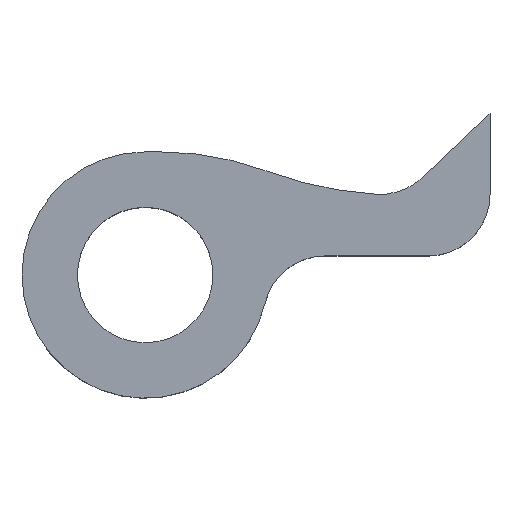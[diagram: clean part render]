
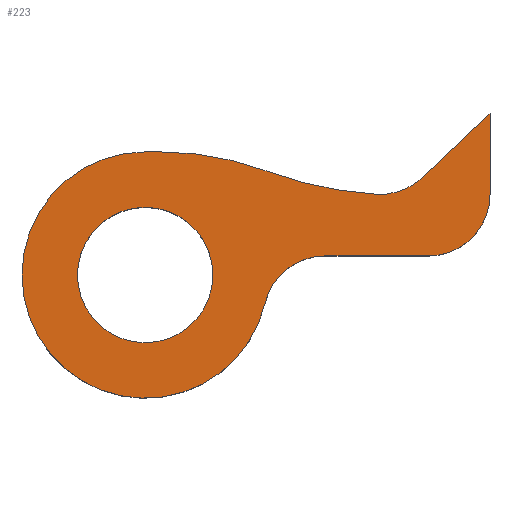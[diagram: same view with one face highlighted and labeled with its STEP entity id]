
A CAD part, top view. The second image highlights one B-rep face of the part: STEP entity #223.
In plain terms, the highlighted planar face has unit normal (0, 0, 1).
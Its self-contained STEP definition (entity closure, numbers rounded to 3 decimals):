
#1 = DIRECTION ( 'NONE',  ( 0., 0., 1. ) ) ;
#2 = EDGE_CURVE ( 'NONE', #130, #468, #167, .T. ) ;
#5 = DIRECTION ( 'NONE',  ( 0., 0., 1. ) ) ;
#12 = EDGE_CURVE ( 'NONE', #347, #486, #334, .T. ) ;
#18 = DIRECTION ( 'NONE',  ( 1., 0., 0. ) ) ;
#23 = DIRECTION ( 'NONE',  ( 0., 0., -1. ) ) ;
#24 = AXIS2_PLACEMENT_3D ( 'NONE', #33, #207, #569 ) ;
#26 = CIRCLE ( 'NONE', #270, 5. ) ;
#27 = EDGE_CURVE ( 'NONE', #543, #494, #459, .T. ) ;
#33 = CARTESIAN_POINT ( 'NONE',  ( 0., 0., 2. ) ) ;
#36 = DIRECTION ( 'NONE',  ( 1., 0., 0. ) ) ;
#37 = LINE ( 'NONE', #352, #409 ) ;
#40 = ORIENTED_EDGE ( 'NONE', *, *, #404, .T. ) ;
#42 = CARTESIAN_POINT ( 'NONE',  ( 5.6, 0.31, 2. ) ) ;
#47 = CARTESIAN_POINT ( 'NONE',  ( 5.6, 1.31, 2. ) ) ;
#52 = CARTESIAN_POINT ( 'NONE',  ( 5.6, 2.62, 2. ) ) ;
#55 = PLANE ( 'NONE',  #74 ) ;
#57 = LINE ( 'NONE', #52, #221 ) ;
#62 = CARTESIAN_POINT ( 'NONE',  ( 0., 0., 2. ) ) ;
#63 = CARTESIAN_POINT ( 'NONE',  ( 0., 2., 2. ) ) ;
#70 = ORIENTED_EDGE ( 'NONE', *, *, #144, .T. ) ;
#74 = AXIS2_PLACEMENT_3D ( 'NONE', #319, #5, #536 ) ;
#75 = VERTEX_POINT ( 'NONE', #527 ) ;
#76 = CARTESIAN_POINT ( 'NONE',  ( 5.6, 2., 2. ) ) ;
#80 = AXIS2_PLACEMENT_3D ( 'NONE', #472, #23, #157 ) ;
#81 = ORIENTED_EDGE ( 'NONE', *, *, #91, .F. ) ;
#82 = CARTESIAN_POINT ( 'NONE',  ( 4.6, 0.31, 2. ) ) ;
#85 = EDGE_LOOP ( 'NONE', ( #460, #120, #116, #354, #40, #81, #401, #148, #479, #70, #361, #249, #242 ) ) ;
#91 = EDGE_CURVE ( 'NONE', #75, #159, #484, .T. ) ;
#100 = DIRECTION ( 'NONE',  ( 0., 0., 1. ) ) ;
#104 = DIRECTION ( 'NONE',  ( 0., 0., 1. ) ) ;
#105 = LINE ( 'NONE', #63, #411 ) ;
#106 = CARTESIAN_POINT ( 'NONE',  ( 4.6, 1.31, 2. ) ) ;
#112 = CARTESIAN_POINT ( 'NONE',  ( 1.946, -0.46, 2. ) ) ;
#113 = AXIS2_PLACEMENT_3D ( 'NONE', #495, #357, #140 ) ;
#116 = ORIENTED_EDGE ( 'NONE', *, *, #2, .T. ) ;
#118 = CARTESIAN_POINT ( 'NONE',  ( -1.1, 0., 2. ) ) ;
#120 = ORIENTED_EDGE ( 'NONE', *, *, #328, .T. ) ;
#126 = VERTEX_POINT ( 'NONE', #301 ) ;
#130 = VERTEX_POINT ( 'NONE', #47 ) ;
#131 = AXIS2_PLACEMENT_3D ( 'NONE', #106, #280, #549 ) ;
#140 = DIRECTION ( 'NONE',  ( 1., 0., 0. ) ) ;
#143 = DIRECTION ( 'NONE',  ( 0., 0., 1. ) ) ;
#144 = EDGE_CURVE ( 'NONE', #512, #126, #37, .T. ) ;
#148 = ORIENTED_EDGE ( 'NONE', *, *, #375, .F. ) ;
#150 = CARTESIAN_POINT ( 'NONE',  ( 4.119, 7.435, 2. ) ) ;
#154 = FACE_OUTER_BOUND ( 'NONE', #85, .T. ) ;
#156 = EDGE_CURVE ( 'NONE', #216, #575, #203, .T. ) ;
#157 = DIRECTION ( 'NONE',  ( 1., 0., 0. ) ) ;
#159 = VERTEX_POINT ( 'NONE', #298 ) ;
#166 = CARTESIAN_POINT ( 'NONE',  ( 2.92, 0.31, 2. ) ) ;
#167 = LINE ( 'NONE', #76, #574 ) ;
#174 = FACE_BOUND ( 'NONE', #445, .T. ) ;
#187 = ORIENTED_EDGE ( 'NONE', *, *, #27, .F. ) ;
#203 = LINE ( 'NONE', #42, #500 ) ;
#207 = DIRECTION ( 'NONE',  ( 0., 0., 1. ) ) ;
#210 = CIRCLE ( 'NONE', #131, 1. ) ;
#211 = VERTEX_POINT ( 'NONE', #348 ) ;
#213 = DIRECTION ( 'NONE',  ( 0., 1., 0. ) ) ;
#214 = EDGE_CURVE ( 'NONE', #126, #347, #386, .T. ) ;
#216 = VERTEX_POINT ( 'NONE', #82 ) ;
#218 = DIRECTION ( 'NONE',  ( 0.728, 0.686, 0. ) ) ;
#221 = VECTOR ( 'NONE', #359, 1000. ) ;
#223 = ADVANCED_FACE ( 'NONE', ( #154, #174 ), #55, .T. ) ;
#224 = CARTESIAN_POINT ( 'NONE',  ( 0.235, -3., 2. ) ) ;
#225 = DIRECTION ( 'NONE',  ( 1., 0., 0. ) ) ;
#227 = VERTEX_POINT ( 'NONE', #586 ) ;
#230 = EDGE_CURVE ( 'NONE', #508, #512, #26, .T. ) ;
#242 = ORIENTED_EDGE ( 'NONE', *, *, #293, .T. ) ;
#249 = ORIENTED_EDGE ( 'NONE', *, *, #12, .T. ) ;
#251 = AXIS2_PLACEMENT_3D ( 'NONE', #62, #104, #554 ) ;
#258 = ORIENTED_EDGE ( 'NONE', *, *, #340, .F. ) ;
#259 = DIRECTION ( 'NONE',  ( -1., 0., 0. ) ) ;
#270 = AXIS2_PLACEMENT_3D ( 'NONE', #224, #1, #225 ) ;
#272 = CARTESIAN_POINT ( 'NONE',  ( 0., 0., 2. ) ) ;
#280 = DIRECTION ( 'NONE',  ( 0., 0., 1. ) ) ;
#284 = VECTOR ( 'NONE', #218, 1000. ) ;
#285 = CARTESIAN_POINT ( 'NONE',  ( 1.979, 1.686, 2. ) ) ;
#286 = CARTESIAN_POINT ( 'NONE',  ( 5.6, 2.62, 2. ) ) ;
#293 = EDGE_CURVE ( 'NONE', #486, #575, #360, .T. ) ;
#298 = CARTESIAN_POINT ( 'NONE',  ( 4.943, 2., 2. ) ) ;
#299 = EDGE_CURVE ( 'NONE', #468, #211, #57, .T. ) ;
#301 = CARTESIAN_POINT ( 'NONE',  ( 0., 2., 2. ) ) ;
#319 = CARTESIAN_POINT ( 'NONE',  ( 0., 0., 2. ) ) ;
#328 = EDGE_CURVE ( 'NONE', #216, #130, #210, .T. ) ;
#334 = CIRCLE ( 'NONE', #24, 2. ) ;
#340 = EDGE_CURVE ( 'NONE', #494, #543, #369, .T. ) ;
#347 = VERTEX_POINT ( 'NONE', #505 ) ;
#348 = CARTESIAN_POINT ( 'NONE',  ( 4.95, 2., 2. ) ) ;
#349 = DIRECTION ( 'NONE',  ( -1., 0., 0. ) ) ;
#352 = CARTESIAN_POINT ( 'NONE',  ( 0., 2., 2. ) ) ;
#354 = ORIENTED_EDGE ( 'NONE', *, *, #299, .T. ) ;
#357 = DIRECTION ( 'NONE',  ( 0., 0., -1. ) ) ;
#359 = DIRECTION ( 'NONE',  ( -0.724, -0.69, 0. ) ) ;
#360 = CIRCLE ( 'NONE', #113, 1. ) ;
#361 = ORIENTED_EDGE ( 'NONE', *, *, #214, .T. ) ;
#369 = CIRCLE ( 'NONE', #251, 1.1 ) ;
#375 = EDGE_CURVE ( 'NONE', #508, #227, #396, .T. ) ;
#386 = CIRCLE ( 'NONE', #564, 2. ) ;
#396 = CIRCLE ( 'NONE', #540, 6.135 ) ;
#401 = ORIENTED_EDGE ( 'NONE', *, *, #477, .T. ) ;
#402 = DIRECTION ( 'NONE',  ( 1., 0., 0. ) ) ;
#404 = EDGE_CURVE ( 'NONE', #211, #159, #105, .T. ) ;
#409 = VECTOR ( 'NONE', #259, 1000. ) ;
#411 = VECTOR ( 'NONE', #415, 1000. ) ;
#415 = DIRECTION ( 'NONE',  ( -1., 0., 0. ) ) ;
#429 = CIRCLE ( 'NONE', #80, 1. ) ;
#440 = CARTESIAN_POINT ( 'NONE',  ( 0., 0., 2. ) ) ;
#445 = EDGE_LOOP ( 'NONE', ( #187, #258 ) ) ;
#459 = CIRCLE ( 'NONE', #545, 1.1 ) ;
#460 = ORIENTED_EDGE ( 'NONE', *, *, #156, .F. ) ;
#468 = VERTEX_POINT ( 'NONE', #286 ) ;
#472 = CARTESIAN_POINT ( 'NONE',  ( 3.814, 2.31, 2. ) ) ;
#475 = CARTESIAN_POINT ( 'NONE',  ( 1.1, 0., 2. ) ) ;
#477 = EDGE_CURVE ( 'NONE', #75, #227, #429, .T. ) ;
#479 = ORIENTED_EDGE ( 'NONE', *, *, #230, .T. ) ;
#484 = LINE ( 'NONE', #582, #284 ) ;
#486 = VERTEX_POINT ( 'NONE', #112 ) ;
#494 = VERTEX_POINT ( 'NONE', #475 ) ;
#495 = CARTESIAN_POINT ( 'NONE',  ( 2.92, -0.69, 2. ) ) ;
#500 = VECTOR ( 'NONE', #349, 1000. ) ;
#505 = CARTESIAN_POINT ( 'NONE',  ( -2., 0., 2. ) ) ;
#508 = VERTEX_POINT ( 'NONE', #285 ) ;
#512 = VERTEX_POINT ( 'NONE', #555 ) ;
#525 = DIRECTION ( 'NONE',  ( 0., 0., 1. ) ) ;
#527 = CARTESIAN_POINT ( 'NONE',  ( 4.5, 1.582, 2. ) ) ;
#536 = DIRECTION ( 'NONE',  ( 1., 0., 0. ) ) ;
#540 = AXIS2_PLACEMENT_3D ( 'NONE', #150, #100, #18 ) ;
#543 = VERTEX_POINT ( 'NONE', #118 ) ;
#545 = AXIS2_PLACEMENT_3D ( 'NONE', #440, #525, #36 ) ;
#549 = DIRECTION ( 'NONE',  ( 1., 0., 0. ) ) ;
#554 = DIRECTION ( 'NONE',  ( 1., 0., 0. ) ) ;
#555 = CARTESIAN_POINT ( 'NONE',  ( 0.235, 2., 2. ) ) ;
#564 = AXIS2_PLACEMENT_3D ( 'NONE', #272, #143, #402 ) ;
#569 = DIRECTION ( 'NONE',  ( 1., 0., 0. ) ) ;
#574 = VECTOR ( 'NONE', #213, 1000. ) ;
#575 = VERTEX_POINT ( 'NONE', #166 ) ;
#582 = CARTESIAN_POINT ( 'NONE',  ( 5.6, 2.62, 2. ) ) ;
#586 = CARTESIAN_POINT ( 'NONE',  ( 3.754, 1.312, 2. ) ) ;
